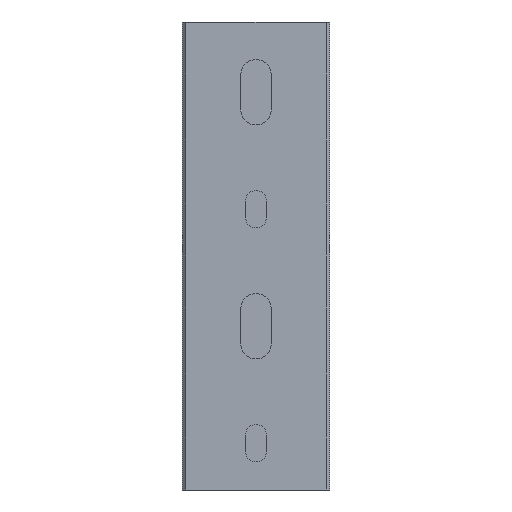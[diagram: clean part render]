
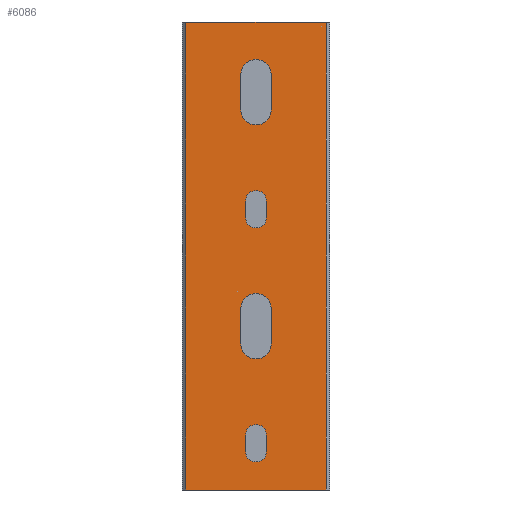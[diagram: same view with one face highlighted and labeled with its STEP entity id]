
A CAD part, front view. The second image highlights one B-rep face of the part: STEP entity #6086.
In plain terms, the highlighted planar face has unit normal (0, -1, 0).
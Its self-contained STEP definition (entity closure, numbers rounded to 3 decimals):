
#228=DIRECTION('',(1.,0.,0.));
#229=VECTOR('',#228,30.);
#230=CARTESIAN_POINT('',(-15.,0.,0.));
#231=LINE('30970',#230,#229);
#232=DIRECTION('',(0.,0.,-1.));
#233=VECTOR('',#232,100.);
#234=CARTESIAN_POINT('',(15.,0.,0.));
#235=LINE('30948',#234,#233);
#236=DIRECTION('',(-1.,0.,0.));
#237=VECTOR('',#236,30.);
#238=CARTESIAN_POINT('',(15.,0.,-100.));
#239=LINE('30971',#238,#237);
#240=CARTESIAN_POINT('',(0.,0.,-11.25));
#241=DIRECTION('',(0.,-1.,0.));
#242=DIRECTION('',(1.,0.,0.));
#243=AXIS2_PLACEMENT_3D('',#240,#241,#242);
#245=DIRECTION('',(0.,0.,-1.));
#246=VECTOR('',#245,7.5);
#247=CARTESIAN_POINT('',(-3.25,0.,-11.25));
#248=LINE('5511',#247,#246);
#249=CARTESIAN_POINT('',(0.,0.,-18.75));
#250=DIRECTION('',(0.,-1.,0.));
#251=DIRECTION('',(-1.,0.,0.));
#252=AXIS2_PLACEMENT_3D('',#249,#250,#251);
#254=DIRECTION('',(0.,0.,1.));
#255=VECTOR('',#254,7.5);
#256=CARTESIAN_POINT('',(3.25,0.,-18.75));
#257=LINE('5514',#256,#255);
#258=CARTESIAN_POINT('',(0.,0.,-38.25));
#259=DIRECTION('',(0.,-1.,0.));
#260=DIRECTION('',(1.,0.,0.));
#261=AXIS2_PLACEMENT_3D('',#258,#259,#260);
#263=DIRECTION('',(0.,0.,-1.));
#264=VECTOR('',#263,3.5);
#265=CARTESIAN_POINT('',(-2.25,0.,-38.25));
#266=LINE('5517',#265,#264);
#267=CARTESIAN_POINT('',(0.,0.,-41.75));
#268=DIRECTION('',(0.,-1.,0.));
#269=DIRECTION('',(-1.,0.,0.));
#270=AXIS2_PLACEMENT_3D('',#267,#268,#269);
#272=DIRECTION('',(0.,0.,1.));
#273=VECTOR('',#272,3.5);
#274=CARTESIAN_POINT('',(2.25,0.,-41.75));
#275=LINE('5520',#274,#273);
#276=CARTESIAN_POINT('',(0.,0.,-61.25));
#277=DIRECTION('',(0.,-1.,0.));
#278=DIRECTION('',(1.,0.,0.));
#279=AXIS2_PLACEMENT_3D('',#276,#277,#278);
#281=DIRECTION('',(0.,0.,-1.));
#282=VECTOR('',#281,7.5);
#283=CARTESIAN_POINT('',(-3.25,0.,-61.25));
#284=LINE('5523',#283,#282);
#285=CARTESIAN_POINT('',(0.,0.,-68.75));
#286=DIRECTION('',(0.,-1.,0.));
#287=DIRECTION('',(-1.,0.,0.));
#288=AXIS2_PLACEMENT_3D('',#285,#286,#287);
#290=DIRECTION('',(0.,0.,1.));
#291=VECTOR('',#290,7.5);
#292=CARTESIAN_POINT('',(3.25,0.,-68.75));
#293=LINE('5526',#292,#291);
#294=CARTESIAN_POINT('',(0.,0.,-88.25));
#295=DIRECTION('',(0.,-1.,0.));
#296=DIRECTION('',(1.,0.,0.));
#297=AXIS2_PLACEMENT_3D('',#294,#295,#296);
#299=DIRECTION('',(0.,0.,-1.));
#300=VECTOR('',#299,3.5);
#301=CARTESIAN_POINT('',(-2.25,0.,-88.25));
#302=LINE('5529',#301,#300);
#303=CARTESIAN_POINT('',(0.,0.,-91.75));
#304=DIRECTION('',(0.,-1.,0.));
#305=DIRECTION('',(-1.,0.,0.));
#306=AXIS2_PLACEMENT_3D('',#303,#304,#305);
#308=DIRECTION('',(0.,0.,1.));
#309=VECTOR('',#308,3.5);
#310=CARTESIAN_POINT('',(2.25,0.,-91.75));
#311=LINE('5532',#310,#309);
#316=DIRECTION('',(0.,0.,-1.));
#317=VECTOR('',#316,100.);
#318=CARTESIAN_POINT('',(-15.,0.,0.));
#319=LINE('30631',#318,#317);
#4734=CARTESIAN_POINT('',(-3.25,0.,-11.25));
#4735=CARTESIAN_POINT('',(-3.25,0.,-18.75));
#4736=VERTEX_POINT('',#4734);
#4737=VERTEX_POINT('',#4735);
#4738=CARTESIAN_POINT('',(3.25,0.,-18.75));
#4739=CARTESIAN_POINT('',(3.25,0.,-11.25));
#4740=VERTEX_POINT('',#4738);
#4741=VERTEX_POINT('',#4739);
#4742=CARTESIAN_POINT('',(-2.25,0.,-38.25));
#4743=CARTESIAN_POINT('',(-2.25,0.,-41.75));
#4744=VERTEX_POINT('',#4742);
#4745=VERTEX_POINT('',#4743);
#4746=CARTESIAN_POINT('',(2.25,0.,-41.75));
#4747=CARTESIAN_POINT('',(2.25,0.,-38.25));
#4748=VERTEX_POINT('',#4746);
#4749=VERTEX_POINT('',#4747);
#4750=CARTESIAN_POINT('',(-3.25,0.,-61.25));
#4751=CARTESIAN_POINT('',(-3.25,0.,-68.75));
#4752=VERTEX_POINT('',#4750);
#4753=VERTEX_POINT('',#4751);
#4754=CARTESIAN_POINT('',(3.25,0.,-68.75));
#4755=CARTESIAN_POINT('',(3.25,0.,-61.25));
#4756=VERTEX_POINT('',#4754);
#4757=VERTEX_POINT('',#4755);
#4758=CARTESIAN_POINT('',(-2.25,0.,-88.25));
#4759=CARTESIAN_POINT('',(-2.25,0.,-91.75));
#4760=VERTEX_POINT('',#4758);
#4761=VERTEX_POINT('',#4759);
#4762=CARTESIAN_POINT('',(2.25,0.,-91.75));
#4763=CARTESIAN_POINT('',(2.25,0.,-88.25));
#4764=VERTEX_POINT('',#4762);
#4765=VERTEX_POINT('',#4763);
#5564=CARTESIAN_POINT('',(-15.,0.,0.));
#5565=CARTESIAN_POINT('',(-15.,0.,-100.));
#5566=VERTEX_POINT('',#5564);
#5567=VERTEX_POINT('',#5565);
#5568=CARTESIAN_POINT('',(15.,0.,0.));
#5569=CARTESIAN_POINT('',(15.,0.,-100.));
#5570=VERTEX_POINT('',#5568);
#5571=VERTEX_POINT('',#5569);
#6034=CARTESIAN_POINT('',(-12.5,0.,0.));
#6035=DIRECTION('',(0.,-1.,0.));
#6036=DIRECTION('',(1.,0.,0.));
#6037=AXIS2_PLACEMENT_3D('',#6034,#6035,#6036);
#6038=PLANE('6670',#6037);
#6039=ORIENTED_EDGE('30970',*,*,#5899,.T.);
#6040=ORIENTED_EDGE('30948',*,*,#5923,.T.);
#6041=ORIENTED_EDGE('30971',*,*,#6016,.T.);
#6043=ORIENTED_EDGE('30631',*,*,#6042,.F.);
#6044=EDGE_LOOP('6670',(#6039,#6040,#6041,#6043));
#6045=FACE_OUTER_BOUND('6670',#6044,.F.);
#6047=ORIENTED_EDGE('30652',*,*,#6046,.T.);
#6049=ORIENTED_EDGE('5511',*,*,#6048,.T.);
#6051=ORIENTED_EDGE('30653',*,*,#6050,.T.);
#6053=ORIENTED_EDGE('5514',*,*,#6052,.T.);
#6054=EDGE_LOOP('6670',(#6047,#6049,#6051,#6053));
#6055=FACE_BOUND('6670',#6054,.F.);
#6057=ORIENTED_EDGE('30654',*,*,#6056,.T.);
#6059=ORIENTED_EDGE('5517',*,*,#6058,.T.);
#6061=ORIENTED_EDGE('30655',*,*,#6060,.T.);
#6063=ORIENTED_EDGE('5520',*,*,#6062,.T.);
#6064=EDGE_LOOP('6670',(#6057,#6059,#6061,#6063));
#6065=FACE_BOUND('6670',#6064,.F.);
#6067=ORIENTED_EDGE('30656',*,*,#6066,.T.);
#6069=ORIENTED_EDGE('5523',*,*,#6068,.T.);
#6071=ORIENTED_EDGE('30657',*,*,#6070,.T.);
#6073=ORIENTED_EDGE('5526',*,*,#6072,.T.);
#6074=EDGE_LOOP('6670',(#6067,#6069,#6071,#6073));
#6075=FACE_BOUND('6670',#6074,.F.);
#6077=ORIENTED_EDGE('30658',*,*,#6076,.T.);
#6079=ORIENTED_EDGE('5529',*,*,#6078,.T.);
#6081=ORIENTED_EDGE('30659',*,*,#6080,.T.);
#6083=ORIENTED_EDGE('5532',*,*,#6082,.T.);
#6084=EDGE_LOOP('6670',(#6077,#6079,#6081,#6083));
#6085=FACE_BOUND('6670',#6084,.F.);
#6086=ADVANCED_FACE('6670',(#6045,#6055,#6065,#6075,#6085),#6038,.T.);
#244=CIRCLE('30652',#243,3.25);
#253=CIRCLE('30653',#252,3.25);
#262=CIRCLE('30654',#261,2.25);
#271=CIRCLE('30655',#270,2.25);
#280=CIRCLE('30656',#279,3.25);
#289=CIRCLE('30657',#288,3.25);
#298=CIRCLE('30658',#297,2.25);
#307=CIRCLE('30659',#306,2.25);
#5899=EDGE_CURVE('30970',#5566,#5570,#231,.T.);
#5923=EDGE_CURVE('30948',#5570,#5571,#235,.T.);
#6016=EDGE_CURVE('30971',#5571,#5567,#239,.T.);
#6042=EDGE_CURVE('30631',#5566,#5567,#319,.T.);
#6046=EDGE_CURVE('30652',#4741,#4736,#244,.T.);
#6048=EDGE_CURVE('5511',#4736,#4737,#248,.T.);
#6050=EDGE_CURVE('30653',#4737,#4740,#253,.T.);
#6052=EDGE_CURVE('5514',#4740,#4741,#257,.T.);
#6056=EDGE_CURVE('30654',#4749,#4744,#262,.T.);
#6058=EDGE_CURVE('5517',#4744,#4745,#266,.T.);
#6060=EDGE_CURVE('30655',#4745,#4748,#271,.T.);
#6062=EDGE_CURVE('5520',#4748,#4749,#275,.T.);
#6066=EDGE_CURVE('30656',#4757,#4752,#280,.T.);
#6068=EDGE_CURVE('5523',#4752,#4753,#284,.T.);
#6070=EDGE_CURVE('30657',#4753,#4756,#289,.T.);
#6072=EDGE_CURVE('5526',#4756,#4757,#293,.T.);
#6076=EDGE_CURVE('30658',#4765,#4760,#298,.T.);
#6078=EDGE_CURVE('5529',#4760,#4761,#302,.T.);
#6080=EDGE_CURVE('30659',#4761,#4764,#307,.T.);
#6082=EDGE_CURVE('5532',#4764,#4765,#311,.T.);
